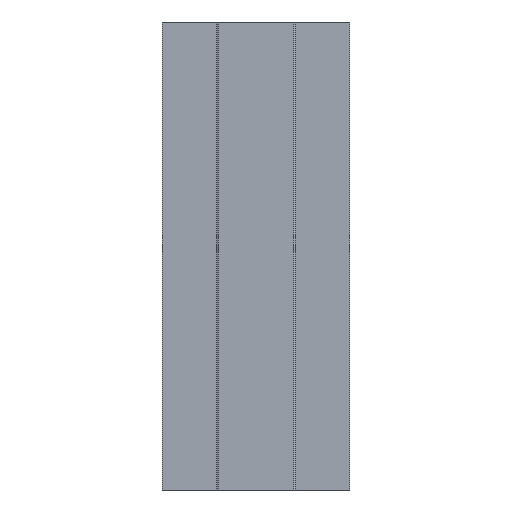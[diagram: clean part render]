
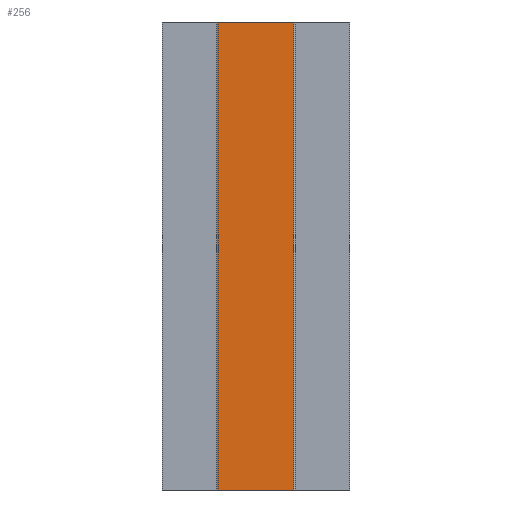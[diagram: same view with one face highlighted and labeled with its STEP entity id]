
A CAD part, front view. The second image highlights one B-rep face of the part: STEP entity #256.
In plain terms, the highlighted planar face has unit normal (0, -1, 0).
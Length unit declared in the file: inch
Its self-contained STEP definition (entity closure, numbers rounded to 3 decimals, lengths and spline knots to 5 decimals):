
#8 = ORIENTED_EDGE ( 'NONE', *, *, #636, .T. ) ;
#29 = VECTOR ( 'NONE', #149, 39.37008 ) ;
#33 = PLANE ( 'NONE',  #833 ) ;
#40 = VECTOR ( 'NONE', #427, 39.37008 ) ;
#82 = LINE ( 'NONE', #778, #943 ) ;
#117 = VERTEX_POINT ( 'NONE', #563 ) ;
#149 = DIRECTION ( 'NONE',  ( 1., 0., 0. ) ) ;
#256 = ADVANCED_FACE ( 'NONE', ( #632 ), #33, .F. ) ;
#269 = LINE ( 'NONE', #508, #40 ) ;
#344 = EDGE_LOOP ( 'NONE', ( #405, #1028, #658, #8 ) ) ;
#405 = ORIENTED_EDGE ( 'NONE', *, *, #804, .T. ) ;
#427 = DIRECTION ( 'NONE',  ( 0., 0., -1. ) ) ;
#441 = VERTEX_POINT ( 'NONE', #562 ) ;
#451 = DIRECTION ( 'NONE',  ( 1., 0., 0. ) ) ;
#452 = CARTESIAN_POINT ( 'NONE',  ( -0.6075, 0., 7.5 ) ) ;
#456 = DIRECTION ( 'NONE',  ( 0., 0., -1. ) ) ;
#466 = EDGE_CURVE ( 'NONE', #441, #486, #485, .T. ) ;
#484 = VERTEX_POINT ( 'NONE', #568 ) ;
#485 = LINE ( 'NONE', #564, #29 ) ;
#486 = VERTEX_POINT ( 'NONE', #1062 ) ;
#508 = CARTESIAN_POINT ( 'NONE',  ( -0.6075, 0., 7.5 ) ) ;
#542 = CARTESIAN_POINT ( 'NONE',  ( 0.6075, 0., 7.5 ) ) ;
#562 = CARTESIAN_POINT ( 'NONE',  ( -0.6075, 0., 7.5 ) ) ;
#563 = CARTESIAN_POINT ( 'NONE',  ( 0.6075, 0., 0. ) ) ;
#564 = CARTESIAN_POINT ( 'NONE',  ( -0.6075, 0., 7.5 ) ) ;
#568 = CARTESIAN_POINT ( 'NONE',  ( -0.6075, 0., 0. ) ) ;
#590 = VECTOR ( 'NONE', #456, 39.37008 ) ;
#632 = FACE_OUTER_BOUND ( 'NONE', #344, .T. ) ;
#636 = EDGE_CURVE ( 'NONE', #441, #484, #269, .T. ) ;
#658 = ORIENTED_EDGE ( 'NONE', *, *, #466, .F. ) ;
#778 = CARTESIAN_POINT ( 'NONE',  ( -0.6075, 0., 0. ) ) ;
#804 = EDGE_CURVE ( 'NONE', #484, #117, #82, .T. ) ;
#833 = AXIS2_PLACEMENT_3D ( 'NONE', #452, #1023, #1013 ) ;
#922 = EDGE_CURVE ( 'NONE', #486, #117, #1056, .T. ) ;
#943 = VECTOR ( 'NONE', #451, 39.37008 ) ;
#1013 = DIRECTION ( 'NONE',  ( -1., 0., 0. ) ) ;
#1023 = DIRECTION ( 'NONE',  ( 0., 1., 0. ) ) ;
#1028 = ORIENTED_EDGE ( 'NONE', *, *, #922, .F. ) ;
#1056 = LINE ( 'NONE', #542, #590 ) ;
#1062 = CARTESIAN_POINT ( 'NONE',  ( 0.6075, 0., 7.5 ) ) ;
